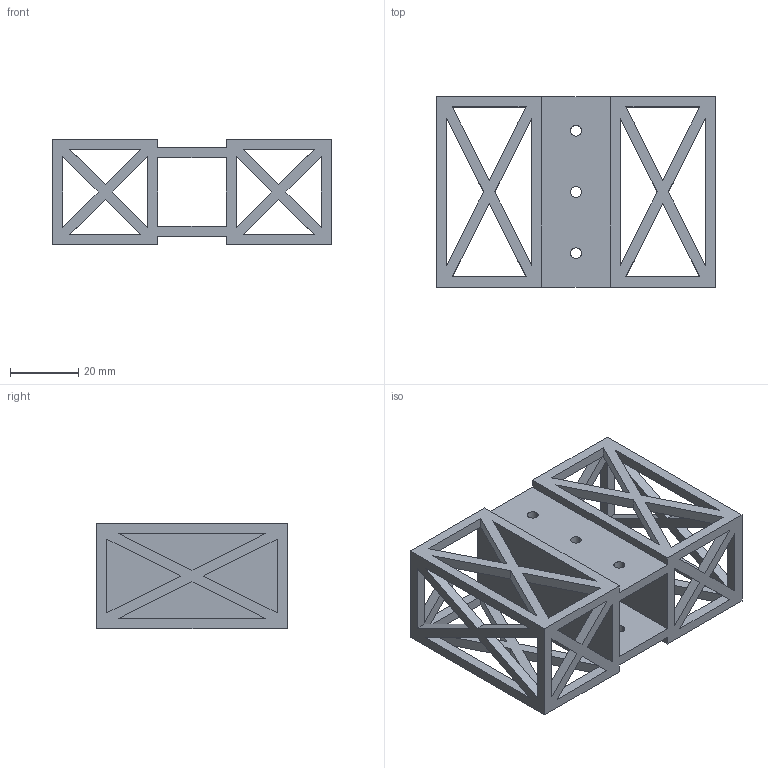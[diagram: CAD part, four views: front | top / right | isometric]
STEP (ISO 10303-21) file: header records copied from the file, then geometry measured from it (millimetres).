
FILE_DESCRIPTION (( 'STEP AP214' ), '1' );
FILE_NAME ('battery mount.STEP', '2024-05-09T04:26:01', ( '' ), ( '' ), 'SwSTEP 2.0', 'SolidWorks 2023', '' );
FILE_SCHEMA (( 'AUTOMOTIVE_DESIGN' ));
Length unit declared in the file: millimetre
Products named in the file (1): battery mount
Bounding box: 82 x 56 x 31 mm (x, y, z)
Volume: 29113.8 mm3; surface area: 27264.9 mm2
Topology: 1 solids, 1 shells, 130 faces, 432 edges, 280 vertices
Faces by surface type: plane 118, cylinder 12
Entity records: 4795 total; most frequent: ORIENTED_EDGE 864, CARTESIAN_POINT 843, DIRECTION 718, EDGE_CURVE 432, VECTOR 408, LINE 408, VERTEX_POINT 280, EDGE_LOOP 188
